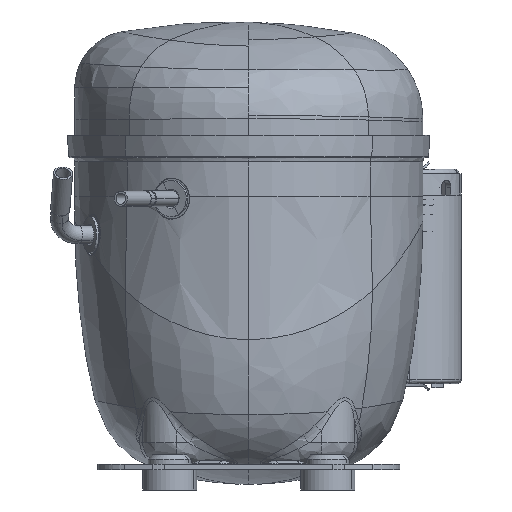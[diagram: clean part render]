
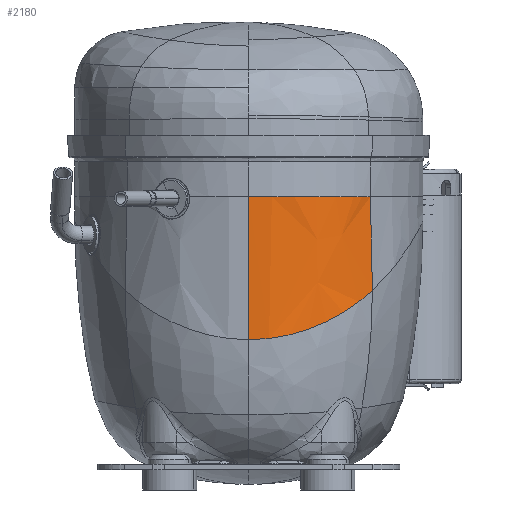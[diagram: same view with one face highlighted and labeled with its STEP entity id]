
A CAD part, front view. The second image highlights one B-rep face of the part: STEP entity #2180.
In plain terms, the highlighted free-form (B-spline) face has degree [5, 3] with [9, 4] control points.
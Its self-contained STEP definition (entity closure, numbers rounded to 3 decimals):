
#1329=CARTESIAN_POINT('Vertex',(0.,-92.,127.3)) ;
#1659=CARTESIAN_POINT('Control Point',(0.,-92.,127.3)) ;
#1660=CARTESIAN_POINT('Control Point',(6.277,-92.,127.3)) ;
#1661=CARTESIAN_POINT('Control Point',(12.554,-91.285,127.3)) ;
#1662=CARTESIAN_POINT('Control Point',(18.715,-89.856,127.3)) ;
#1663=CARTESIAN_POINT('Control Point',(30.482,-85.659,127.3)) ;
#1664=CARTESIAN_POINT('Control Point',(40.894,-79.052,127.3)) ;
#1665=CARTESIAN_POINT('Control Point',(45.705,-75.209,127.3)) ;
#1666=CARTESIAN_POINT('Control Point',(50.042,-70.843,127.3)) ;
#1667=CARTESIAN_POINT('Control Point',(53.812,-66.129,127.3)) ;
#1668=CARTESIAN_POINT('Vertex',(53.812,-66.129,127.3)) ;
#2111=CARTESIAN_POINT('Control Point',(0.,-92.,127.3)) ;
#2112=CARTESIAN_POINT('Control Point',(0.,-92.,106.2)) ;
#2113=CARTESIAN_POINT('Control Point',(0.,-92.,85.1)) ;
#2114=CARTESIAN_POINT('Control Point',(0.,-92.,64.)) ;
#2115=CARTESIAN_POINT('Control Point',(6.277,-92.,127.3)) ;
#2116=CARTESIAN_POINT('Control Point',(6.291,-92.,106.2)) ;
#2117=CARTESIAN_POINT('Control Point',(6.321,-92.,85.1)) ;
#2118=CARTESIAN_POINT('Control Point',(6.321,-92.,64.)) ;
#2119=CARTESIAN_POINT('Control Point',(12.554,-91.285,127.3)) ;
#2120=CARTESIAN_POINT('Control Point',(12.58,-91.282,106.419)) ;
#2121=CARTESIAN_POINT('Control Point',(12.639,-91.323,85.539)) ;
#2122=CARTESIAN_POINT('Control Point',(12.64,-91.325,64.658)) ;
#2123=CARTESIAN_POINT('Control Point',(18.715,-89.856,127.3)) ;
#2124=CARTESIAN_POINT('Control Point',(18.749,-89.847,106.857)) ;
#2125=CARTESIAN_POINT('Control Point',(18.852,-89.97,86.414)) ;
#2126=CARTESIAN_POINT('Control Point',(18.855,-89.977,65.971)) ;
#2127=CARTESIAN_POINT('Control Point',(30.482,-85.659,127.3)) ;
#2128=CARTESIAN_POINT('Control Point',(30.523,-85.639,108.118)) ;
#2129=CARTESIAN_POINT('Control Point',(30.763,-85.969,88.936)) ;
#2130=CARTESIAN_POINT('Control Point',(30.774,-85.988,69.753)) ;
#2131=CARTESIAN_POINT('Control Point',(40.894,-79.052,127.3)) ;
#2132=CARTESIAN_POINT('Control Point',(40.929,-79.023,110.012)) ;
#2133=CARTESIAN_POINT('Control Point',(41.386,-79.565,92.725)) ;
#2134=CARTESIAN_POINT('Control Point',(41.413,-79.6,75.436)) ;
#2135=CARTESIAN_POINT('Control Point',(45.705,-75.209,127.3)) ;
#2136=CARTESIAN_POINT('Control Point',(45.735,-75.177,111.086)) ;
#2137=CARTESIAN_POINT('Control Point',(46.316,-75.806,94.872)) ;
#2138=CARTESIAN_POINT('Control Point',(46.353,-75.85,78.657)) ;
#2139=CARTESIAN_POINT('Control Point',(50.042,-70.843,127.3)) ;
#2140=CARTESIAN_POINT('Control Point',(50.066,-70.811,112.257)) ;
#2141=CARTESIAN_POINT('Control Point',(50.769,-71.489,97.215)) ;
#2142=CARTESIAN_POINT('Control Point',(50.818,-71.542,82.171)) ;
#2143=CARTESIAN_POINT('Control Point',(53.812,-66.129,127.3)) ;
#2144=CARTESIAN_POINT('Control Point',(53.829,-66.098,113.46)) ;
#2145=CARTESIAN_POINT('Control Point',(54.632,-66.787,99.622)) ;
#2146=CARTESIAN_POINT('Control Point',(54.695,-66.847,85.78)) ;
#2148=CARTESIAN_POINT('Control Point',(0.,-92.,127.3)) ;
#2149=CARTESIAN_POINT('Control Point',(0.,-92.,106.2)) ;
#2150=CARTESIAN_POINT('Control Point',(0.,-92.,85.1)) ;
#2151=CARTESIAN_POINT('Control Point',(0.,-92.,64.)) ;
#2152=CARTESIAN_POINT('Vertex',(0.,-92.,64.)) ;
#2156=CARTESIAN_POINT('Control Point',(0.,-92.,64.)) ;
#2157=CARTESIAN_POINT('Control Point',(6.321,-92.,64.)) ;
#2158=CARTESIAN_POINT('Control Point',(12.64,-91.325,64.658)) ;
#2159=CARTESIAN_POINT('Control Point',(18.855,-89.977,65.971)) ;
#2160=CARTESIAN_POINT('Control Point',(30.774,-85.988,69.753)) ;
#2161=CARTESIAN_POINT('Control Point',(41.413,-79.6,75.436)) ;
#2162=CARTESIAN_POINT('Control Point',(46.353,-75.85,78.657)) ;
#2163=CARTESIAN_POINT('Control Point',(50.818,-71.542,82.171)) ;
#2164=CARTESIAN_POINT('Control Point',(54.695,-66.847,85.78)) ;
#2165=CARTESIAN_POINT('Vertex',(54.695,-66.847,85.78)) ;
#2169=CARTESIAN_POINT('Control Point',(53.812,-66.129,127.3)) ;
#2170=CARTESIAN_POINT('Control Point',(53.829,-66.098,113.46)) ;
#2171=CARTESIAN_POINT('Control Point',(54.632,-66.787,99.622)) ;
#2172=CARTESIAN_POINT('Control Point',(54.695,-66.847,85.78)) ;
#2175=ORIENTED_EDGE('',*,*,#1670,.F.) ;
#2176=ORIENTED_EDGE('',*,*,#2154,.F.) ;
#2177=ORIENTED_EDGE('',*,*,#2167,.T.) ;
#2178=ORIENTED_EDGE('',*,*,#2173,.F.) ;
#2180=ADVANCED_FACE('PartBody',(#2179),#2110,.F.) ;
#1658=B_SPLINE_CURVE_WITH_KNOTS('',5,(#1659,#1660,#1661,#1662,#1663,#1664,#1665,#1666,#1667),.UNSPECIFIED.,.F.,.U.,(6,3,6),(0.,26.427,52.495),.UNSPECIFIED.) ;
#2147=B_SPLINE_CURVE_WITH_KNOTS('',3,(#2148,#2149,#2150,#2151),.UNSPECIFIED.,.F.,.U.,(4,4),(0.,63.3),.UNSPECIFIED.) ;
#2155=B_SPLINE_CURVE_WITH_KNOTS('',5,(#2156,#2157,#2158,#2159,#2160,#2161,#2162,#2163,#2164),.UNSPECIFIED.,.F.,.U.,(6,3,6),(0.,26.427,52.495),.UNSPECIFIED.) ;
#2168=B_SPLINE_CURVE_WITH_KNOTS('',3,(#2169,#2170,#2171,#2172),.UNSPECIFIED.,.F.,.U.,(4,4),(0.,63.3),.UNSPECIFIED.) ;
#2110=B_SPLINE_SURFACE_WITH_KNOTS('',5,3,((#2111,#2112,#2113,#2114),(#2115,#2116,#2117,#2118),(#2119,#2120,#2121,#2122),(#2123,#2124,#2125,#2126),(#2127,#2128,#2129,#2130),(#2131,#2132,#2133,#2134),(#2135,#2136,#2137,#2138),(#2139,#2140,#2141,#2142),(#2143,#2144,#2145,#2146)),.UNSPECIFIED.,.F.,.F.,.U.,(6,3,6),(4,4),(0.,26.427,52.495),(0.,63.3),.UNSPECIFIED.) ;
#1670=EDGE_CURVE('',#1330,#1669,#1658,.T.) ;
#2154=EDGE_CURVE('',#2153,#1330,#2147,.F.) ;
#2167=EDGE_CURVE('',#2153,#2166,#2155,.T.) ;
#2173=EDGE_CURVE('',#1669,#2166,#2168,.T.) ;
#2174=EDGE_LOOP('',(#2175,#2176,#2177,#2178)) ;
#2179=FACE_OUTER_BOUND('',#2174,.T.) ;
#1330=VERTEX_POINT('',#1329) ;
#1669=VERTEX_POINT('',#1668) ;
#2153=VERTEX_POINT('',#2152) ;
#2166=VERTEX_POINT('',#2165) ;
